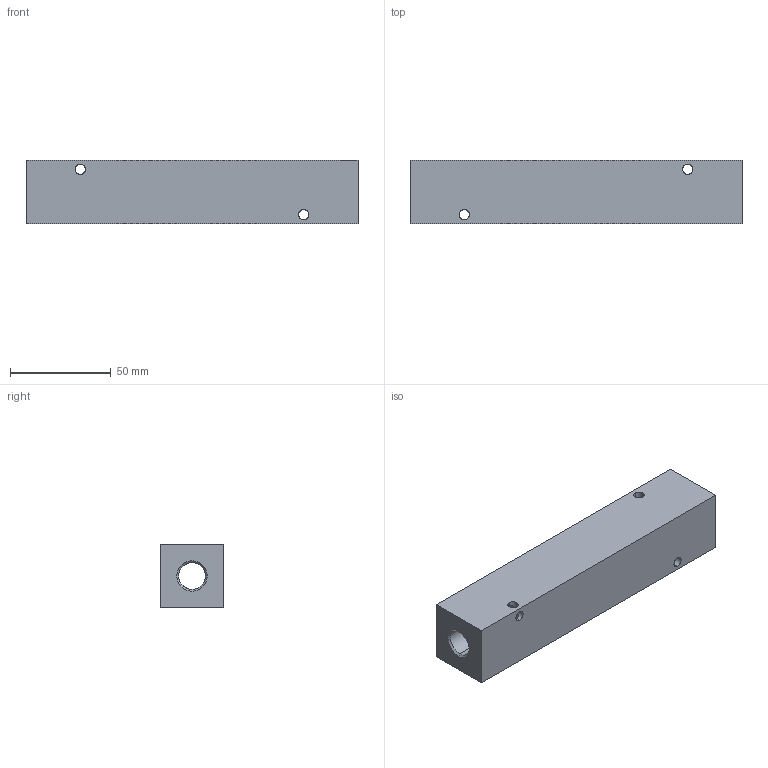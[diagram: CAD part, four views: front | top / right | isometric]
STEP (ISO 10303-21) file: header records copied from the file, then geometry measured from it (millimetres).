
FILE_DESCRIPTION (( 'STEP AP214' ), '1' );
FILE_NAME ('MRP-7DC.step', '2018-10-25T18:31:30', ( '' ), ( '' ), 'SwSTEP 2.0', 'SolidWorks 2018', '' );
FILE_SCHEMA (( 'AUTOMOTIVE_DESIGN' ));
Length unit declared in the file: inch
Products named in the file (1): MRP-7DC
Bounding box: 165.1 x 31.75 x 31.75 mm (x, y, z)
Volume: 133941.8 mm3; surface area: 32204.8 mm2
Topology: 1 solids, 1 shells, 56 faces, 144 edges, 86 vertices
Faces by surface type: cylinder 32, cone 18, plane 6
Entity records: 2364 total; most frequent: CARTESIAN_POINT 951, ORIENTED_EDGE 288, DIRECTION 280, EDGE_CURVE 144, AXIS2_PLACEMENT_3D 109, VERTEX_POINT 86, EDGE_LOOP 80, LINE 62
